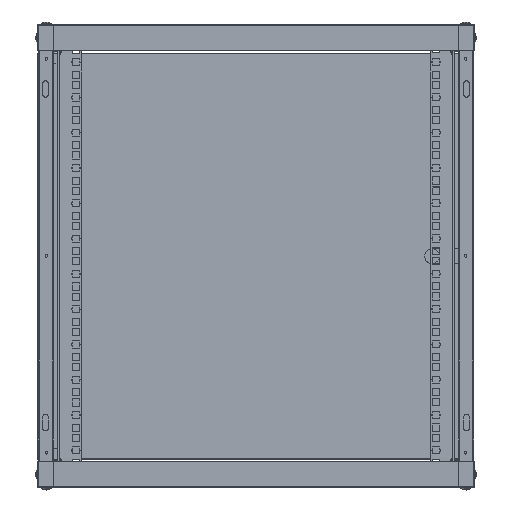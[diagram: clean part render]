
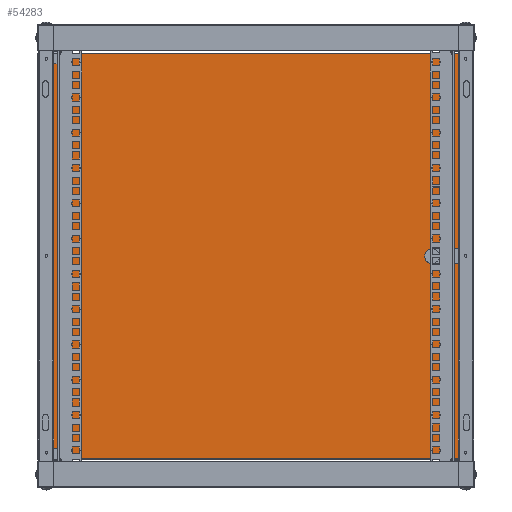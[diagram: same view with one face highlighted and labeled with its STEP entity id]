
A CAD part, top view. The second image highlights one B-rep face of the part: STEP entity #54283.
In plain terms, the highlighted face is planar.
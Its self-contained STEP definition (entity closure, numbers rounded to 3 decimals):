
#636 = AXIS2_PLACEMENT_3D ( 'NONE', #61176, #50464, #45960 ) ;
#2962 = ORIENTED_EDGE ( 'NONE', *, *, #48916, .T. ) ;
#6061 = DIRECTION ( 'NONE',  ( 0., 0., -1. ) ) ;
#6899 = VERTEX_POINT ( 'NONE', #54027 ) ;
#8746 = FACE_OUTER_BOUND ( 'NONE', #23519, .T. ) ;
#9144 = VERTEX_POINT ( 'NONE', #57687 ) ;
#9453 = CARTESIAN_POINT ( 'NONE',  ( -237., 0., 0. ) ) ;
#9777 = ORIENTED_EDGE ( 'NONE', *, *, #44071, .F. ) ;
#9866 = CARTESIAN_POINT ( 'NONE',  ( -227.5, 0., 0. ) ) ;
#10429 = ORIENTED_EDGE ( 'NONE', *, *, #33901, .T. ) ;
#10741 = ORIENTED_EDGE ( 'NONE', *, *, #35595, .T. ) ;
#11352 = VERTEX_POINT ( 'NONE', #9453 ) ;
#13858 = CIRCLE ( 'NONE', #27865, 9.5 ) ;
#14137 = LINE ( 'NONE', #49732, #55594 ) ;
#15424 = AXIS2_PLACEMENT_3D ( 'NONE', #9866, #24082, #32689 ) ;
#15628 = LINE ( 'NONE', #62393, #50988 ) ;
#16484 = VERTEX_POINT ( 'NONE', #52827 ) ;
#18580 = DIRECTION ( 'NONE',  ( 1., 0., 0. ) ) ;
#19472 = DIRECTION ( 'NONE',  ( 0., -1., 0. ) ) ;
#19692 = ORIENTED_EDGE ( 'NONE', *, *, #55986, .F. ) ;
#20232 = CARTESIAN_POINT ( 'NONE',  ( -269.6, -255.1, 0. ) ) ;
#21626 = ORIENTED_EDGE ( 'NONE', *, *, #59545, .T. ) ;
#21693 = PLANE ( 'NONE',  #636 ) ;
#22651 = LINE ( 'NONE', #37629, #44112 ) ;
#23519 = EDGE_LOOP ( 'NONE', ( #2962, #21626, #10429, #10741 ) ) ;
#24082 = DIRECTION ( 'NONE',  ( 0., 0., -1. ) ) ;
#24103 = CIRCLE ( 'NONE', #15424, 9.5 ) ;
#25061 = EDGE_LOOP ( 'NONE', ( #9777, #19692 ) ) ;
#27865 = AXIS2_PLACEMENT_3D ( 'NONE', #35324, #6061, #40045 ) ;
#32689 = DIRECTION ( 'NONE',  ( -1., 0., 0. ) ) ;
#33901 = EDGE_CURVE ( 'NONE', #38516, #9144, #36511, .T. ) ;
#35324 = CARTESIAN_POINT ( 'NONE',  ( -227.5, 0., 0. ) ) ;
#35595 = EDGE_CURVE ( 'NONE', #9144, #16484, #15628, .T. ) ;
#36511 = LINE ( 'NONE', #57287, #61077 ) ;
#37629 = CARTESIAN_POINT ( 'NONE',  ( 0., -255.1, 0. ) ) ;
#37839 = DIRECTION ( 'NONE',  ( -1., 0., 0. ) ) ;
#38516 = VERTEX_POINT ( 'NONE', #20232 ) ;
#40045 = DIRECTION ( 'NONE',  ( -1., 0., 0. ) ) ;
#44071 = EDGE_CURVE ( 'NONE', #11352, #45957, #24103, .T. ) ;
#44112 = VECTOR ( 'NONE', #37839, 1000. ) ;
#45153 = CARTESIAN_POINT ( 'NONE',  ( -218., 0., 0. ) ) ;
#45957 = VERTEX_POINT ( 'NONE', #45153 ) ;
#45960 = DIRECTION ( 'NONE',  ( 1., 0., 0. ) ) ;
#47435 = DIRECTION ( 'NONE',  ( 0., 1., 0. ) ) ;
#48916 = EDGE_CURVE ( 'NONE', #16484, #6899, #14137, .T. ) ;
#49732 = CARTESIAN_POINT ( 'NONE',  ( 269.6, 0., 0. ) ) ;
#50464 = DIRECTION ( 'NONE',  ( 0., 0., 1. ) ) ;
#50988 = VECTOR ( 'NONE', #18580, 1000. ) ;
#52617 = FACE_BOUND ( 'NONE', #25061, .T. ) ;
#52827 = CARTESIAN_POINT ( 'NONE',  ( 269.6, 255.1, 0. ) ) ;
#54027 = CARTESIAN_POINT ( 'NONE',  ( 269.6, -255.1, 0. ) ) ;
#54283 = ADVANCED_FACE ( 'NONE', ( #8746, #52617 ), #21693, .F. ) ;
#55594 = VECTOR ( 'NONE', #19472, 1000. ) ;
#55986 = EDGE_CURVE ( 'NONE', #45957, #11352, #13858, .T. ) ;
#57287 = CARTESIAN_POINT ( 'NONE',  ( -269.6, 0., 0. ) ) ;
#57687 = CARTESIAN_POINT ( 'NONE',  ( -269.6, 255.1, 0. ) ) ;
#59545 = EDGE_CURVE ( 'NONE', #6899, #38516, #22651, .T. ) ;
#61077 = VECTOR ( 'NONE', #47435, 1000. ) ;
#61176 = CARTESIAN_POINT ( 'NONE',  ( 0., 0., 0. ) ) ;
#62393 = CARTESIAN_POINT ( 'NONE',  ( 0., 255.1, 0. ) ) ;
